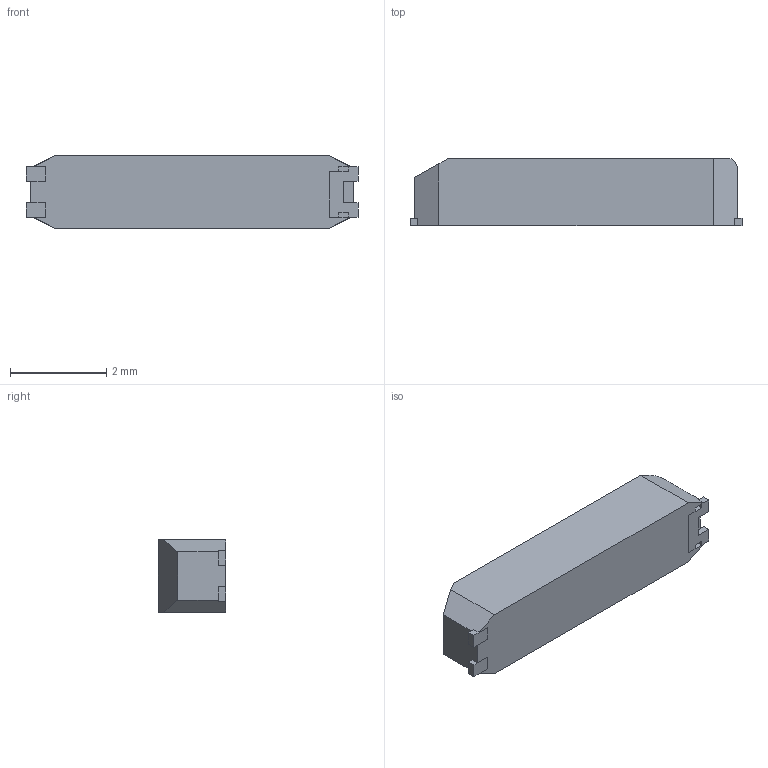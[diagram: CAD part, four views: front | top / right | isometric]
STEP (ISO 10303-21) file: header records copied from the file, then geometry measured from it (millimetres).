
FILE_DESCRIPTION (( 'STEP AP214' ), '1' );
FILE_NAME ('User Library-CSYTAL-MC146.STEP', '2020-02-20T00:03:35', ( '' ), ( '' ), 'SwSTEP 2.0', 'SolidWorks 2019', '' );
FILE_SCHEMA (( 'AUTOMOTIVE_DESIGN' ));
Length unit declared in the file: millimetre
Products named in the file (1): User Library-CSYTAL-MC146
Bounding box: 6.9 x 1.4 x 1.5 mm (x, y, z)
Volume: 13.5 mm3; surface area: 41.6 mm2
Topology: 1 solids, 1 shells, 64 faces, 192 edges, 139 vertices
Faces by surface type: plane 51, torus 8, cylinder 5
Entity records: 3132 total; most frequent: CARTESIAN_POINT 670, ORIENTED_EDGE 384, DIRECTION 326, EDGE_CURVE 192, LINE 148, VECTOR 148, VERTEX_POINT 139, AXIS2_PLACEMENT_3D 89
